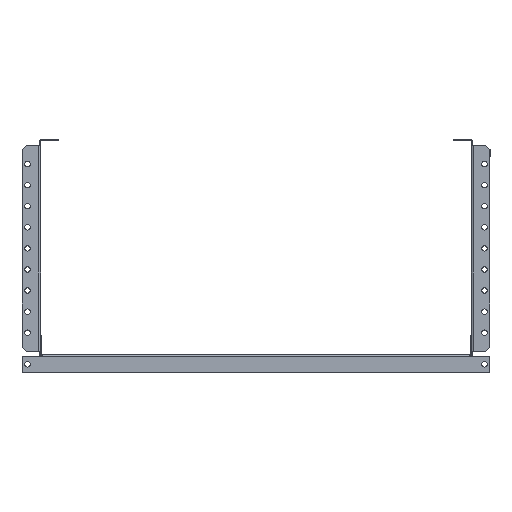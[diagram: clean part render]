
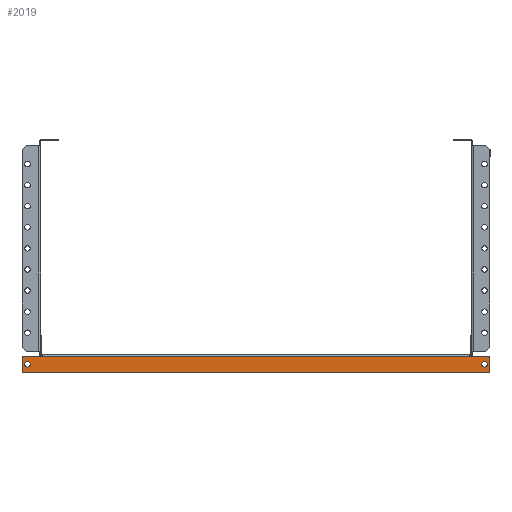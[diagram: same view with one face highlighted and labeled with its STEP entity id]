
A CAD part, left-side view. The second image highlights one B-rep face of the part: STEP entity #2019.
In plain terms, the highlighted planar face has unit normal (-1, 0, 0).
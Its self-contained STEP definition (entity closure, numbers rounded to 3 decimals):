
#1528 = EDGE_CURVE ( 'NONE', #20627, #28095, #25503, .T. ) ;
#1850 = ORIENTED_EDGE ( 'NONE', *, *, #16959, .T. ) ;
#1890 = DIRECTION ( 'NONE',  ( 1., 0., 0. ) ) ;
#1920 = VECTOR ( 'NONE', #19883, 1000. ) ;
#2019 = ADVANCED_FACE ( 'NONE', ( #26732, #6610, #16739 ), #18734, .T. ) ;
#2720 = DIRECTION ( 'NONE',  ( 0., 1., 0. ) ) ;
#3619 = VERTEX_POINT ( 'NONE', #12031 ) ;
#4178 = DIRECTION ( 'NONE',  ( 1., 0., 0. ) ) ;
#4220 = DIRECTION ( 'NONE',  ( 0., 1., 0. ) ) ;
#4776 = LINE ( 'NONE', #27553, #20076 ) ;
#5002 = ORIENTED_EDGE ( 'NONE', *, *, #23813, .T. ) ;
#5432 = ORIENTED_EDGE ( 'NONE', *, *, #25766, .T. ) ;
#6106 = CARTESIAN_POINT ( 'NONE',  ( 0., 0., -2. ) ) ;
#6442 = DIRECTION ( 'NONE',  ( -1., 0., 0. ) ) ;
#6610 = FACE_BOUND ( 'NONE', #20585, .T. ) ;
#6894 = LINE ( 'NONE', #19516, #23868 ) ;
#7146 = CARTESIAN_POINT ( 'NONE',  ( 0., -17.5, -8.25 ) ) ;
#7278 = DIRECTION ( 'NONE',  ( 1., 0., 0. ) ) ;
#7780 = AXIS2_PLACEMENT_3D ( 'NONE', #29735, #7278, #22242 ) ;
#8312 = CIRCLE ( 'NONE', #7780, 3.25 ) ;
#8648 = VERTEX_POINT ( 'NONE', #6106 ) ;
#8965 = CARTESIAN_POINT ( 'NONE',  ( 0., 531., -2. ) ) ;
#8992 = ORIENTED_EDGE ( 'NONE', *, *, #12080, .T. ) ;
#9141 = EDGE_CURVE ( 'NONE', #26384, #8648, #6894, .T. ) ;
#9750 = DIRECTION ( 'NONE',  ( 1., 0., 0. ) ) ;
#9965 = EDGE_LOOP ( 'NONE', ( #1850, #11242 ) ) ;
#10369 = CARTESIAN_POINT ( 'NONE',  ( 0., 507., -21. ) ) ;
#11232 = DIRECTION ( 'NONE',  ( 0., 0., -1. ) ) ;
#11242 = ORIENTED_EDGE ( 'NONE', *, *, #32895, .T. ) ;
#11330 = VECTOR ( 'NONE', #4220, 1000. ) ;
#11437 = DIRECTION ( 'NONE',  ( 0., 0., 1. ) ) ;
#11617 = AXIS2_PLACEMENT_3D ( 'NONE', #24505, #1890, #11866 ) ;
#11762 = CARTESIAN_POINT ( 'NONE',  ( 0., -17.5, -11.5 ) ) ;
#11866 = DIRECTION ( 'NONE',  ( 0., 0., 1. ) ) ;
#12031 = CARTESIAN_POINT ( 'NONE',  ( 0., 507., -2. ) ) ;
#12051 = DIRECTION ( 'NONE',  ( 0., 1., 0. ) ) ;
#12080 = EDGE_CURVE ( 'NONE', #3619, #18542, #29559, .T. ) ;
#12252 = DIRECTION ( 'NONE',  ( 0., 0., 1. ) ) ;
#12467 = DIRECTION ( 'NONE',  ( 0., 0., -1. ) ) ;
#12823 = CARTESIAN_POINT ( 'NONE',  ( 0., 531., -21. ) ) ;
#12986 = ORIENTED_EDGE ( 'NONE', *, *, #13478, .T. ) ;
#13478 = EDGE_CURVE ( 'NONE', #21032, #28546, #20904, .T. ) ;
#13714 = CIRCLE ( 'NONE', #11617, 3.25 ) ;
#14349 = CARTESIAN_POINT ( 'NONE',  ( 0., 0., -2. ) ) ;
#14447 = ORIENTED_EDGE ( 'NONE', *, *, #19258, .T. ) ;
#16215 = CARTESIAN_POINT ( 'NONE',  ( 0., 531., -2. ) ) ;
#16739 = FACE_OUTER_BOUND ( 'NONE', #27390, .T. ) ;
#16801 = CARTESIAN_POINT ( 'NONE',  ( 0., 524.5, -11.5 ) ) ;
#16959 = EDGE_CURVE ( 'NONE', #19735, #27560, #23587, .T. ) ;
#17205 = AXIS2_PLACEMENT_3D ( 'NONE', #11762, #9750, #30043 ) ;
#17819 = CARTESIAN_POINT ( 'NONE',  ( 0., -24., -21. ) ) ;
#18097 = CARTESIAN_POINT ( 'NONE',  ( 0., -24., -2. ) ) ;
#18484 = ORIENTED_EDGE ( 'NONE', *, *, #1528, .F. ) ;
#18542 = VERTEX_POINT ( 'NONE', #8965 ) ;
#18543 = LINE ( 'NONE', #16215, #25815 ) ;
#18734 = PLANE ( 'NONE',  #31504 ) ;
#19258 = EDGE_CURVE ( 'NONE', #8648, #3619, #22163, .T. ) ;
#19516 = CARTESIAN_POINT ( 'NONE',  ( 0., 0., -2. ) ) ;
#19735 = VERTEX_POINT ( 'NONE', #24460 ) ;
#19883 = DIRECTION ( 'NONE',  ( 0., 1., 0. ) ) ;
#20076 = VECTOR ( 'NONE', #12252, 1000. ) ;
#20585 = EDGE_LOOP ( 'NONE', ( #12986, #5432 ) ) ;
#20627 = VERTEX_POINT ( 'NONE', #17819 ) ;
#20632 = VECTOR ( 'NONE', #2720, 1000. ) ;
#20904 = CIRCLE ( 'NONE', #17205, 3.25 ) ;
#21032 = VERTEX_POINT ( 'NONE', #24952 ) ;
#22163 = LINE ( 'NONE', #14349, #11330 ) ;
#22242 = DIRECTION ( 'NONE',  ( 0., 0., -1. ) ) ;
#22623 = EDGE_CURVE ( 'NONE', #18542, #28095, #18543, .T. ) ;
#23587 = CIRCLE ( 'NONE', #32095, 3.25 ) ;
#23813 = EDGE_CURVE ( 'NONE', #20627, #26384, #4776, .T. ) ;
#23868 = VECTOR ( 'NONE', #12051, 1000. ) ;
#24234 = CARTESIAN_POINT ( 'NONE',  ( 0., 507., -2. ) ) ;
#24460 = CARTESIAN_POINT ( 'NONE',  ( 0., 524.5, -14.75 ) ) ;
#24505 = CARTESIAN_POINT ( 'NONE',  ( 0., -17.5, -11.5 ) ) ;
#24952 = CARTESIAN_POINT ( 'NONE',  ( 0., -17.5, -14.75 ) ) ;
#25503 = LINE ( 'NONE', #10369, #20632 ) ;
#25766 = EDGE_CURVE ( 'NONE', #28546, #21032, #13714, .T. ) ;
#25815 = VECTOR ( 'NONE', #11232, 1000. ) ;
#26384 = VERTEX_POINT ( 'NONE', #18097 ) ;
#26732 = FACE_BOUND ( 'NONE', #9965, .T. ) ;
#27064 = CARTESIAN_POINT ( 'NONE',  ( 0., 0., 0. ) ) ;
#27390 = EDGE_LOOP ( 'NONE', ( #18484, #5002, #28010, #14447, #8992, #27956 ) ) ;
#27553 = CARTESIAN_POINT ( 'NONE',  ( 0., -24., -2. ) ) ;
#27560 = VERTEX_POINT ( 'NONE', #32184 ) ;
#27956 = ORIENTED_EDGE ( 'NONE', *, *, #22623, .T. ) ;
#28010 = ORIENTED_EDGE ( 'NONE', *, *, #9141, .T. ) ;
#28095 = VERTEX_POINT ( 'NONE', #12823 ) ;
#28546 = VERTEX_POINT ( 'NONE', #7146 ) ;
#29559 = LINE ( 'NONE', #24234, #1920 ) ;
#29735 = CARTESIAN_POINT ( 'NONE',  ( 0., 524.5, -11.5 ) ) ;
#30043 = DIRECTION ( 'NONE',  ( 0., 0., 1. ) ) ;
#31504 = AXIS2_PLACEMENT_3D ( 'NONE', #27064, #6442, #11437 ) ;
#32095 = AXIS2_PLACEMENT_3D ( 'NONE', #16801, #4178, #12467 ) ;
#32184 = CARTESIAN_POINT ( 'NONE',  ( 0., 524.5, -8.25 ) ) ;
#32895 = EDGE_CURVE ( 'NONE', #27560, #19735, #8312, .T. ) ;
